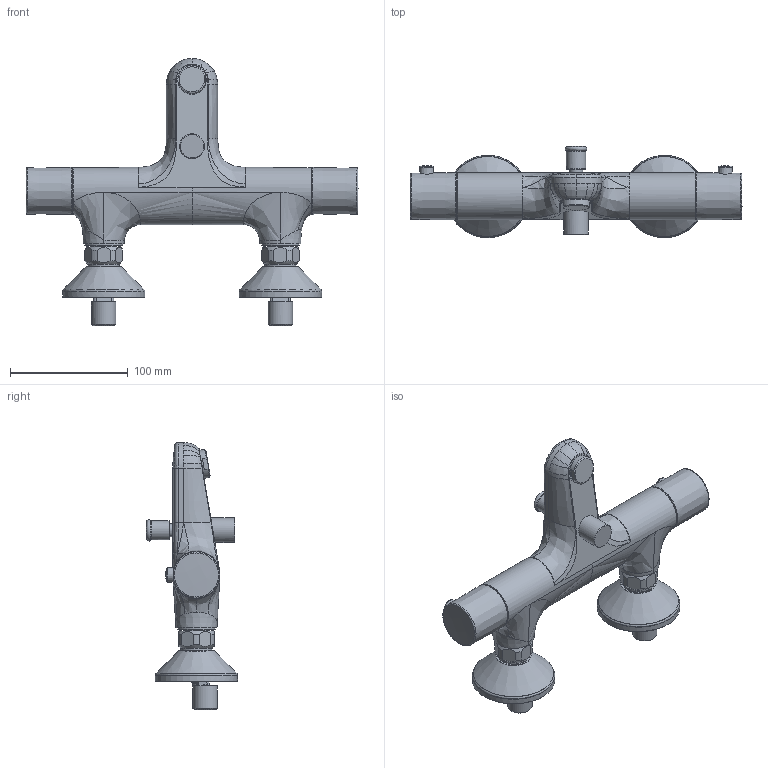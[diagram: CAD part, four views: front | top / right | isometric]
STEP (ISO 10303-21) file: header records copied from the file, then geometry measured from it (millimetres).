
FILE_DESCRIPTION (( 'STEP AP203' ), '1' );
FILE_NAME ('1340U+58372101.STEP', '2017-03-09T05:42:42', ( '' ), ( '' ), 'SwSTEP 2.0', 'SolidWorks 2016', '' );
FILE_SCHEMA (( 'CONFIG_CONTROL_DESIGN' ));
Length unit declared in the file: millimetre
Products named in the file (1): 1340U+58372101
Bounding box: 281.88 x 77.42 x 226.7 mm (x, y, z)
Volume: 645017.9 mm3; surface area: 98547.1 mm2
Topology: 1 solids, 3 shells, 362 faces, 864 edges, 527 vertices
Faces by surface type: bspline 176, cylinder 86, plane 80, cone 20
Full cylindrical faces by diameter (mm): 11.2 x1, 16.5 x1, 20.158 x2, 20.8 x2, 20.955 x1, 21.8 x2, 21.9 x2, 23.5 x2, 24 x3, 24.5 x2, 26.441 x4, 27.1 x2, 32 x2, 39 x2, 69 x2, 70 x2
Entity records: 20671 total; most frequent: CARTESIAN_POINT 14297, ORIENTED_EDGE 1464, DIRECTION 818, EDGE_CURVE 732, VERTEX_POINT 478, EDGE_LOOP 464, B_SPLINE_CURVE_WITH_KNOTS 420, FACE_OUTER_BOUND 417
